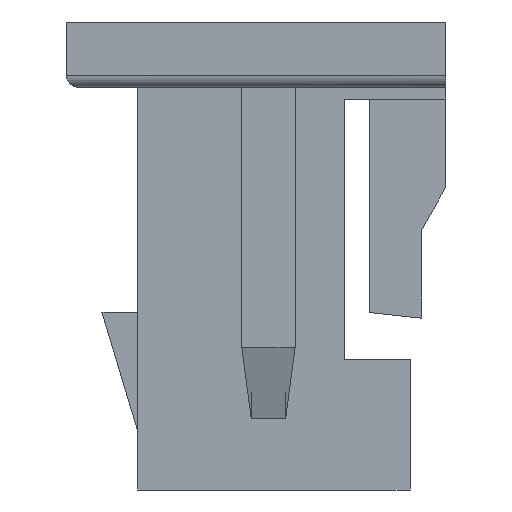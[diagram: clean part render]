
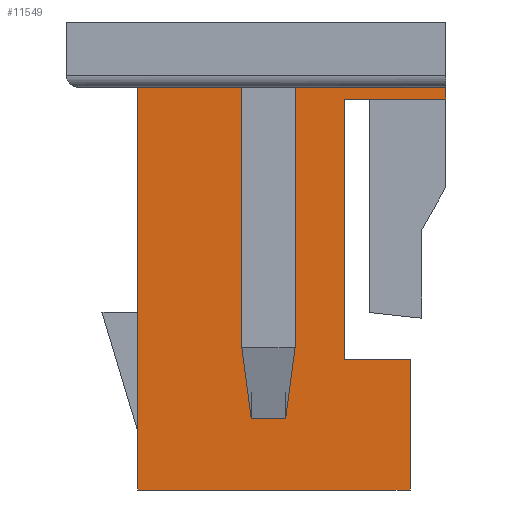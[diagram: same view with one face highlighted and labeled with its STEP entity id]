
A CAD part, left-side view. The second image highlights one B-rep face of the part: STEP entity #11549.
In plain terms, the highlighted planar face has unit normal (-1, 0, 0).
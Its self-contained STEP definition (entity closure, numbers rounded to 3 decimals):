
#1933=ORIENTED_EDGE('',*,*,#3638,.F.);
#1934=ORIENTED_EDGE('',*,*,#4772,.T.);
#1935=ORIENTED_EDGE('',*,*,#4773,.T.);
#1936=ORIENTED_EDGE('',*,*,#4774,.F.);
#1937=ORIENTED_EDGE('',*,*,#3495,.F.);
#1938=ORIENTED_EDGE('',*,*,#3451,.F.);
#1939=ORIENTED_EDGE('',*,*,#4775,.T.);
#1940=ORIENTED_EDGE('',*,*,#4776,.F.);
#1941=ORIENTED_EDGE('',*,*,#4777,.F.);
#1942=ORIENTED_EDGE('',*,*,#3447,.F.);
#1943=ORIENTED_EDGE('',*,*,#3785,.T.);
#1944=ORIENTED_EDGE('',*,*,#3678,.F.);
#3447=EDGE_CURVE('',#5142,#5143,#6254,.T.);
#3451=EDGE_CURVE('',#5146,#5147,#6258,.T.);
#3495=EDGE_CURVE('',#5147,#5181,#6298,.T.);
#3638=EDGE_CURVE('',#5320,#5321,#6441,.T.);
#3678=EDGE_CURVE('',#5321,#5352,#6481,.T.);
#3785=EDGE_CURVE('',#5142,#5352,#6588,.T.);
#4772=EDGE_CURVE('',#5320,#6134,#7575,.T.);
#4773=EDGE_CURVE('',#6134,#6135,#7576,.T.);
#4774=EDGE_CURVE('',#5181,#6135,#7577,.T.);
#4775=EDGE_CURVE('',#5146,#6136,#7578,.T.);
#4776=EDGE_CURVE('',#6137,#6136,#7579,.T.);
#4777=EDGE_CURVE('',#5143,#6137,#7580,.T.);
#5142=VERTEX_POINT('',#15243);
#5143=VERTEX_POINT('',#15245);
#5146=VERTEX_POINT('',#15251);
#5147=VERTEX_POINT('',#15253);
#5181=VERTEX_POINT('',#15340);
#5320=VERTEX_POINT('',#15624);
#5321=VERTEX_POINT('',#15626);
#5352=VERTEX_POINT('',#15706);
#6134=VERTEX_POINT('',#17820);
#6135=VERTEX_POINT('',#17822);
#6136=VERTEX_POINT('',#17825);
#6137=VERTEX_POINT('',#17827);
#6254=LINE('',#15244,#7943);
#6258=LINE('',#15252,#7947);
#6298=LINE('',#15339,#7987);
#6441=LINE('',#15625,#8130);
#6481=LINE('',#15705,#8170);
#6588=LINE('',#15903,#8277);
#7575=LINE('',#17819,#9264);
#7576=LINE('',#17821,#9265);
#7577=LINE('',#17823,#9266);
#7578=LINE('',#17824,#9267);
#7579=LINE('',#17826,#9268);
#7580=LINE('',#17828,#9269);
#7943=VECTOR('',#12434,1000.);
#7947=VECTOR('',#12438,1000.);
#7987=VECTOR('',#12504,1000.);
#8130=VECTOR('',#12653,1000.);
#8170=VECTOR('',#12711,1000.);
#8277=VECTOR('',#12820,1000.);
#9264=VECTOR('',#14281,1000.);
#9265=VECTOR('',#14282,1000.);
#9266=VECTOR('',#14283,1000.);
#9267=VECTOR('',#14284,1000.);
#9268=VECTOR('',#14285,1000.);
#9269=VECTOR('',#14286,1000.);
#9897=EDGE_LOOP('',(#1933,#1934,#1935,#1936,#1937,#1938,#1939,#1940,#1941,
#1942,#1943,#1944));
#10460=FACE_BOUND('',#9897,.T.);
#11005=PLANE('',#12117);
#11549=ADVANCED_FACE('',(#10460),#11005,.F.);
#12117=AXIS2_PLACEMENT_3D('',#17818,#14279,#14280);
#12434=DIRECTION('',(0.,-1.,0.));
#12438=DIRECTION('',(0.,-1.,0.));
#12504=DIRECTION('',(0.,0.,-1.));
#12653=DIRECTION('',(0.,0.,-1.));
#12711=DIRECTION('',(0.,1.,0.));
#12820=DIRECTION('',(0.,0.,-1.));
#14279=DIRECTION('',(1.,0.,0.));
#14280=DIRECTION('',(0.,0.,-1.));
#14281=DIRECTION('',(0.,1.,0.));
#14282=DIRECTION('',(0.,0.,1.));
#14283=DIRECTION('',(0.,1.,0.));
#14284=DIRECTION('',(0.,0.,-1.));
#14285=DIRECTION('',(0.,-1.,0.));
#14286=DIRECTION('',(0.,0.,-1.));
#15243=CARTESIAN_POINT('',(-8.975,1.,1.425));
#15244=CARTESIAN_POINT('',(-8.975,1.6,1.425));
#15245=CARTESIAN_POINT('',(-8.975,0.04,1.425));
#15251=CARTESIAN_POINT('',(-8.975,-0.25,1.425));
#15252=CARTESIAN_POINT('',(-8.975,-0.33,1.425));
#15253=CARTESIAN_POINT('',(-8.975,-1.6,1.425));
#15339=CARTESIAN_POINT('',(-8.975,-1.6,1.425));
#15340=CARTESIAN_POINT('',(-8.975,-1.6,1.325));
#15624=CARTESIAN_POINT('',(-8.975,-1.3,-0.875));
#15625=CARTESIAN_POINT('',(-8.975,-1.3,0.));
#15626=CARTESIAN_POINT('',(-8.975,-1.3,-1.975));
#15705=CARTESIAN_POINT('',(-8.975,-1.6,-1.975));
#15706=CARTESIAN_POINT('',(-8.975,1.,-1.975));
#15903=CARTESIAN_POINT('',(-8.975,1.,1.425));
#17818=CARTESIAN_POINT('',(-8.975,0.,0.));
#17819=CARTESIAN_POINT('',(-8.975,-1.85,-0.875));
#17820=CARTESIAN_POINT('',(-8.975,-0.75,-0.875));
#17821=CARTESIAN_POINT('',(-8.975,-0.75,-0.875));
#17822=CARTESIAN_POINT('',(-8.975,-0.75,1.325));
#17823=CARTESIAN_POINT('',(-8.975,-1.85,1.325));
#17824=CARTESIAN_POINT('',(-8.975,-0.25,1.425));
#17825=CARTESIAN_POINT('',(-8.975,-0.25,-1.375));
#17826=CARTESIAN_POINT('',(-8.975,0.12,-1.375));
#17827=CARTESIAN_POINT('',(-8.975,0.04,-1.375));
#17828=CARTESIAN_POINT('',(-8.975,0.04,1.425));
